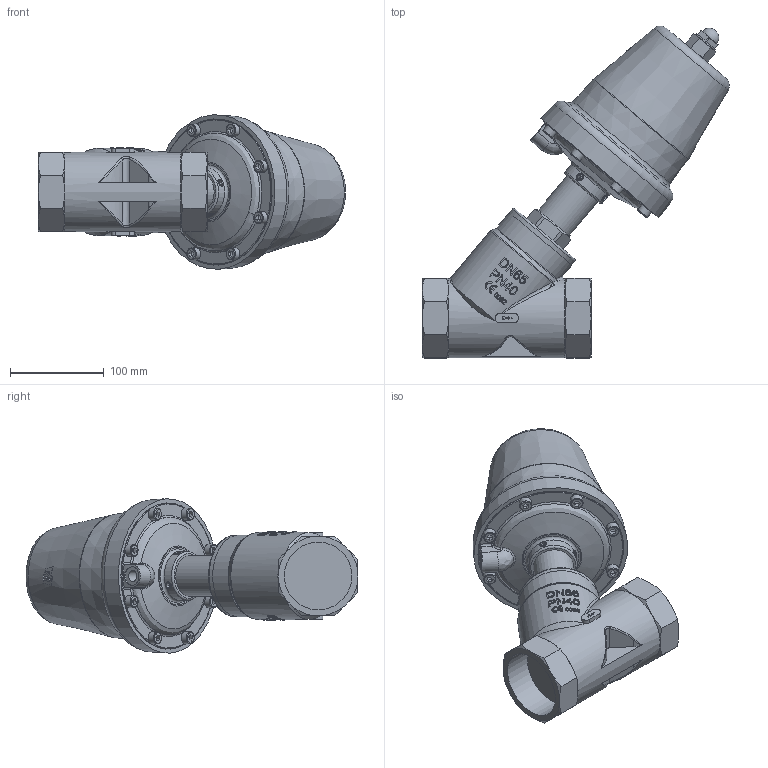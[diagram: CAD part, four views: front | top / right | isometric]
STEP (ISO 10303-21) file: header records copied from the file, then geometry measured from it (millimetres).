
FILE_DESCRIPTION(/* description */ ('DG2D3127080/BR'),/* implementation_level */ '2;1');
FILE_NAME(/* name */ 'DG2D3123065_OS.stp',/* time_stamp */ '2022-01-27T13:40:40+01:00',/* author */ ('hois'),/* organization */ (''),/* preprocessor_version */ 'ST-DEVELOPER v18.1',/* originating_system */ 'Autodesk Inventor 2020',/* authorisation */ '');
FILE_SCHEMA (('AUTOMOTIVE_DESIGN { 1 0 10303 214 3 1 1 }'));
Length unit declared in the file: millimetre
Products named in the file (9): DL2D3123065_OS; GGS0065.29.0033-GM; ETG0065.20.0104; DER1650.10.0012; SZY1250.27.0012; DIN 912 - M8 x 25; DIN 913 - M8 x 12; ADK0015.07.0013; MUV0015.08.0013
Assembly tree (18 placements, depth 2):
  DL2D3123065_OS
    GGS0065.29.0033-GM
    ETG0065.20.0104
    DER1650.10.0012
    SZY1250.27.0012
    DIN 912 - M8 x 25  x8
    DIN 913 - M8 x 12  x4
    ADK0015.07.0013
    MUV0015.08.0013
Bounding box: 327.77 x 354.37 x 164.84 mm (x, y, z)
Volume: 1947258.9 mm3; surface area: 364619.1 mm2
Topology: 18 solids, 18 shells, 789 faces, 2122 edges, 1435 vertices
Faces by surface type: plane 383, bspline 152, cylinder 139, cone 87, torus 22, sphere 6
Full cylindrical faces by diameter (mm): 3 x1, 4 x1, 6.647 x12, 8 x12, 8.5 x8, 11.445 x1, 13 x8, 15 x1, 15.5 x1, 18.5 x1, 18.631 x2, 18.663 x2, 19.46 x1, 20 x2, 20.96 x2, 27 x1, 28 x1, 32.5 x1, 34.3 x1, 40 x1, 43 x1, 52 x1, 60 x1, 72 x1, 72.226 x3, 75.188 x1, 75.3 x1, 75.5 x1, 80.5 x1, 84.5 x1
Entity records: 25914 total; most frequent: CARTESIAN_POINT 9753, ORIENTED_EDGE 3514, DIRECTION 2978, EDGE_CURVE 1757, VERTEX_POINT 1194, AXIS2_PLACEMENT_3D 1147, EDGE_LOOP 767, LINE 684
